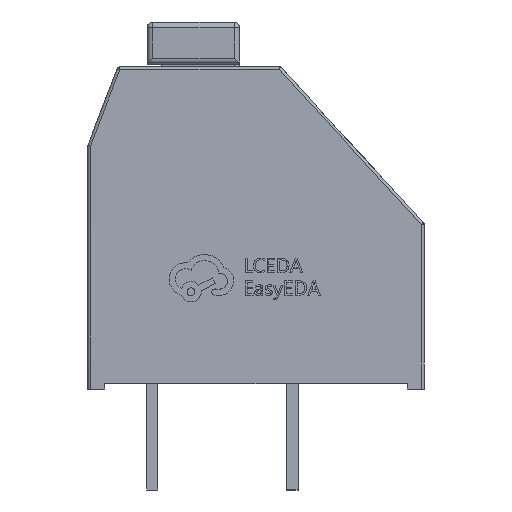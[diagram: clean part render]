
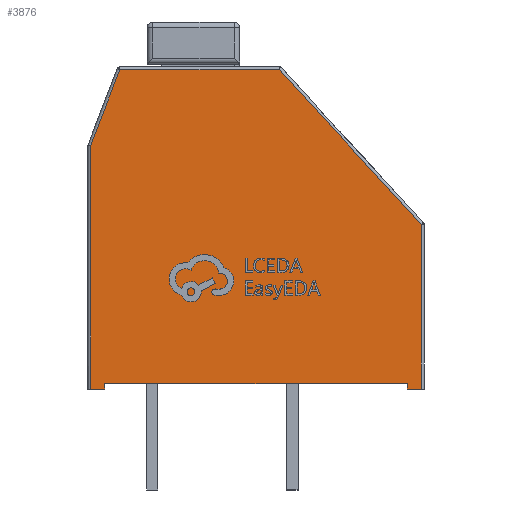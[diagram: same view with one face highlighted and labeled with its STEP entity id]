
A CAD part, left-side view. The second image highlights one B-rep face of the part: STEP entity #3876.
In plain terms, the highlighted planar face has unit normal (-1, 0, 0).
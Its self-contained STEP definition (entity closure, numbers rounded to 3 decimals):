
#631 = LINE ( 'NONE', #11480, #25275 ) ;
#810 = CARTESIAN_POINT ( 'NONE',  ( -12., 4.7, 8.69 ) ) ;
#1219 = ORIENTED_EDGE ( 'NONE', *, *, #19592, .T. ) ;
#1507 = CARTESIAN_POINT ( 'NONE',  ( -12., 4.8, 0. ) ) ;
#1583 = ORIENTED_EDGE ( 'NONE', *, *, #21289, .T. ) ;
#2396 = DIRECTION ( 'NONE',  ( 0., 0., -1. ) ) ;
#2543 = DIRECTION ( 'NONE',  ( 0., 1., 0. ) ) ;
#2787 = VERTEX_POINT ( 'NONE', #12270 ) ;
#3086 = EDGE_CURVE ( 'NONE', #4693, #17982, #27408, .T. ) ;
#3089 = VERTEX_POINT ( 'NONE', #3675 ) ;
#3630 = CARTESIAN_POINT ( 'NONE',  ( -12., 1.147, 14.856 ) ) ;
#3675 = CARTESIAN_POINT ( 'NONE',  ( -12., -6.6, 0. ) ) ;
#3806 = LINE ( 'NONE', #18826, #14890 ) ;
#3876 = ADVANCED_FACE ( 'NONE', ( #6947 ), #26029, .F. ) ;
#4070 = EDGE_CURVE ( 'NONE', #5284, #17245, #3806, .T. ) ;
#4693 = VERTEX_POINT ( 'NONE', #16538 ) ;
#4918 = CARTESIAN_POINT ( 'NONE',  ( -12., 4.7, 11.5 ) ) ;
#5098 = CARTESIAN_POINT ( 'NONE',  ( -12., 4.8, 11.5 ) ) ;
#5156 = LINE ( 'NONE', #16395, #23624 ) ;
#5283 = DIRECTION ( 'NONE',  ( 0., 0., -1. ) ) ;
#5284 = VERTEX_POINT ( 'NONE', #13192 ) ;
#5285 = EDGE_CURVE ( 'NONE', #2787, #5284, #631, .T. ) ;
#5571 = LINE ( 'NONE', #8111, #10877 ) ;
#6341 = DIRECTION ( 'NONE',  ( 0., -1., 0. ) ) ;
#6858 = DIRECTION ( 'NONE',  ( 0., 0., 1. ) ) ;
#6947 = FACE_OUTER_BOUND ( 'NONE', #7561, .T. ) ;
#7464 = LINE ( 'NONE', #3630, #11152 ) ;
#7561 = EDGE_LOOP ( 'NONE', ( #7746, #1583, #9766, #11850, #21964, #8748, #23554, #24229, #1219, #14684 ) ) ;
#7746 = ORIENTED_EDGE ( 'NONE', *, *, #12536, .T. ) ;
#8111 = CARTESIAN_POINT ( 'NONE',  ( -12., 4.8, 0. ) ) ;
#8386 = EDGE_CURVE ( 'NONE', #3089, #16282, #27382, .T. ) ;
#8624 = AXIS2_PLACEMENT_3D ( 'NONE', #5098, #13649, #2543 ) ;
#8674 = CARTESIAN_POINT ( 'NONE',  ( -12., 3.66, 11.4 ) ) ;
#8748 = ORIENTED_EDGE ( 'NONE', *, *, #9067, .T. ) ;
#9067 = EDGE_CURVE ( 'NONE', #17245, #3089, #5156, .T. ) ;
#9147 = LINE ( 'NONE', #26386, #18988 ) ;
#9766 = ORIENTED_EDGE ( 'NONE', *, *, #11826, .T. ) ;
#10877 = VECTOR ( 'NONE', #26926, 1000. ) ;
#11152 = VECTOR ( 'NONE', #22331, 1000. ) ;
#11480 = CARTESIAN_POINT ( 'NONE',  ( -12., 4.2, 0. ) ) ;
#11826 = EDGE_CURVE ( 'NONE', #18527, #2787, #5571, .T. ) ;
#11850 = ORIENTED_EDGE ( 'NONE', *, *, #5285, .T. ) ;
#11988 = VECTOR ( 'NONE', #6858, 1000. ) ;
#12270 = CARTESIAN_POINT ( 'NONE',  ( -12., 4.2, 0. ) ) ;
#12536 = EDGE_CURVE ( 'NONE', #17982, #23173, #9147, .T. ) ;
#12662 = CARTESIAN_POINT ( 'NONE',  ( -12., 3.728, 11.4 ) ) ;
#13006 = CARTESIAN_POINT ( 'NONE',  ( -12., -6.6, 0.2 ) ) ;
#13185 = CARTESIAN_POINT ( 'NONE',  ( -12., -7.1, 0. ) ) ;
#13192 = CARTESIAN_POINT ( 'NONE',  ( -12., 4.2, 0.2 ) ) ;
#13649 = DIRECTION ( 'NONE',  ( 1., 0., 0. ) ) ;
#14684 = ORIENTED_EDGE ( 'NONE', *, *, #3086, .T. ) ;
#14890 = VECTOR ( 'NONE', #6341, 1000. ) ;
#15131 = LINE ( 'NONE', #23697, #11988 ) ;
#15465 = LINE ( 'NONE', #4918, #26449 ) ;
#16282 = VERTEX_POINT ( 'NONE', #13185 ) ;
#16395 = CARTESIAN_POINT ( 'NONE',  ( -12., -6.6, 0. ) ) ;
#16538 = CARTESIAN_POINT ( 'NONE',  ( -12., -2.027, 11.4 ) ) ;
#17245 = VERTEX_POINT ( 'NONE', #13006 ) ;
#17982 = VERTEX_POINT ( 'NONE', #8674 ) ;
#18527 = VERTEX_POINT ( 'NONE', #27814 ) ;
#18682 = DIRECTION ( 'NONE',  ( 0., 1., 0. ) ) ;
#18826 = CARTESIAN_POINT ( 'NONE',  ( -12., 4.2, 0.2 ) ) ;
#18930 = EDGE_CURVE ( 'NONE', #16282, #25965, #15131, .T. ) ;
#18988 = VECTOR ( 'NONE', #23882, 1000. ) ;
#19592 = EDGE_CURVE ( 'NONE', #25965, #4693, #7464, .T. ) ;
#20291 = VECTOR ( 'NONE', #25703, 1000. ) ;
#20669 = VECTOR ( 'NONE', #18682, 1000. ) ;
#21289 = EDGE_CURVE ( 'NONE', #23173, #18527, #15465, .T. ) ;
#21761 = DIRECTION ( 'NONE',  ( 0., 0., 1. ) ) ;
#21964 = ORIENTED_EDGE ( 'NONE', *, *, #4070, .T. ) ;
#22331 = DIRECTION ( 'NONE',  ( 0., 0.677, 0.736 ) ) ;
#23173 = VERTEX_POINT ( 'NONE', #810 ) ;
#23554 = ORIENTED_EDGE ( 'NONE', *, *, #8386, .T. ) ;
#23624 = VECTOR ( 'NONE', #5283, 1000. ) ;
#23697 = CARTESIAN_POINT ( 'NONE',  ( -12., -7.1, 11.5 ) ) ;
#23882 = DIRECTION ( 'NONE',  ( 0., 0.358, -0.934 ) ) ;
#24229 = ORIENTED_EDGE ( 'NONE', *, *, #18930, .T. ) ;
#25275 = VECTOR ( 'NONE', #21761, 1000. ) ;
#25703 = DIRECTION ( 'NONE',  ( 0., -1., 0. ) ) ;
#25965 = VERTEX_POINT ( 'NONE', #26829 ) ;
#26029 = PLANE ( 'NONE',  #8624 ) ;
#26386 = CARTESIAN_POINT ( 'NONE',  ( -12., 3.773, 11.106 ) ) ;
#26449 = VECTOR ( 'NONE', #2396, 1000. ) ;
#26829 = CARTESIAN_POINT ( 'NONE',  ( -12., -7.1, 5.878 ) ) ;
#26926 = DIRECTION ( 'NONE',  ( 0., -1., 0. ) ) ;
#27382 = LINE ( 'NONE', #1507, #20291 ) ;
#27408 = LINE ( 'NONE', #12662, #20669 ) ;
#27814 = CARTESIAN_POINT ( 'NONE',  ( -12., 4.7, 0. ) ) ;
